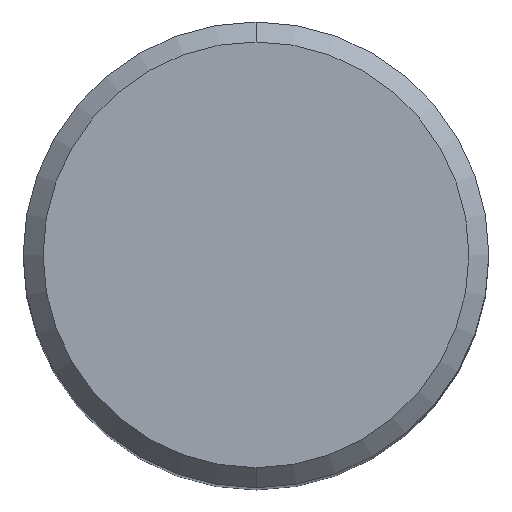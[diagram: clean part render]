
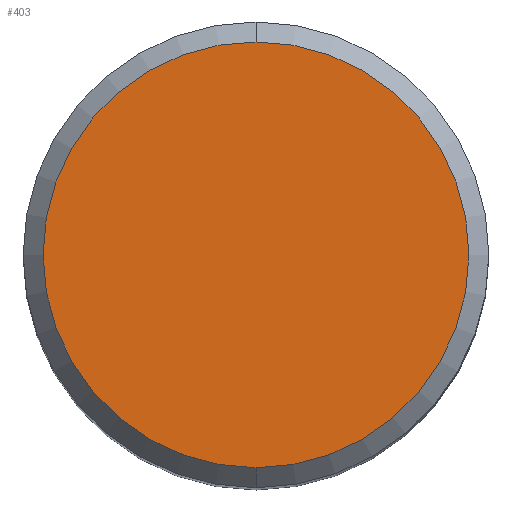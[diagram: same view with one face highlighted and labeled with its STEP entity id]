
A CAD part, top view. The second image highlights one B-rep face of the part: STEP entity #403.
In plain terms, the highlighted planar face has unit normal (0, 0, 1).
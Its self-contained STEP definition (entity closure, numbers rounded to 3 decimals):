
#293=VERTEX_POINT('',#605);
#315=EDGE_CURVE('',#293,#355,#629,.T.);
#355=VERTEX_POINT('',#673);
#377=EDGE_CURVE('',#355,#293,#696,.T.);
#403=ADVANCED_FACE('',(#726),#727,.T.);
#605=CARTESIAN_POINT('',(0.,-6.4,0.0));
#629=CIRCLE('',#1098,6.4);
#673=CARTESIAN_POINT('',(0.0,6.4,0.0));
#696=CIRCLE('',#1342,6.4);
#726=FACE_OUTER_BOUND('',#1377,.T.);
#727=PLANE('',#1378);
#1098=AXIS2_PLACEMENT_3D('',#1651,#1652,#1653);
#1342=AXIS2_PLACEMENT_3D('',#1717,#1718,#1719);
#1377=EDGE_LOOP('',(#1759,#1760));
#1378=AXIS2_PLACEMENT_3D('',#1761,#1762,#1763);
#1651=CARTESIAN_POINT('',(0.0,0.0,0.0));
#1652=DIRECTION('',(0.0,0.0,-1.0));
#1653=DIRECTION('',(0.0,1.0,0.0));
#1717=CARTESIAN_POINT('',(0.0,0.0,0.0));
#1718=DIRECTION('',(0.0,0.0,-1.0));
#1719=DIRECTION('',(0.0,1.0,0.0));
#1759=ORIENTED_EDGE('',*,*,#377,.F.);
#1760=ORIENTED_EDGE('',*,*,#315,.F.);
#1761=CARTESIAN_POINT('',(0.0,3.2,0.0));
#1762=DIRECTION('',(-0.0,0.0,1.0));
#1763=DIRECTION('',(0.0,-1.0,0.0));
